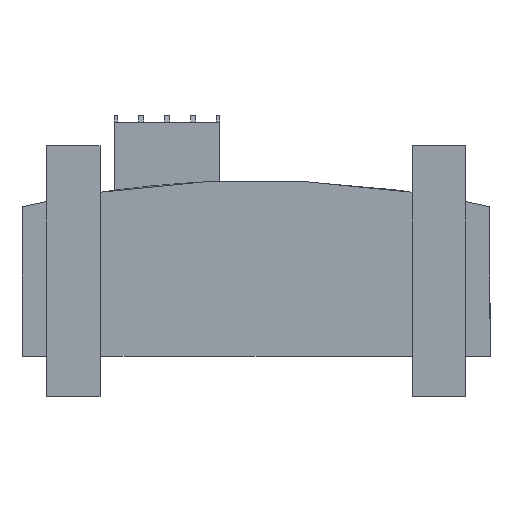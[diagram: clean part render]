
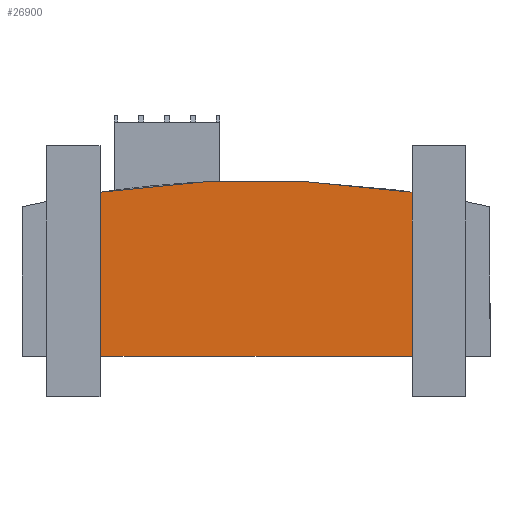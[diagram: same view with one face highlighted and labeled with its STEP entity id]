
A CAD part, front view. The second image highlights one B-rep face of the part: STEP entity #26900.
In plain terms, the highlighted planar face has unit normal (0, -1, 0).
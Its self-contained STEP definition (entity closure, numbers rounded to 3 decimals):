
#1490=CARTESIAN_POINT('',(0.,0.,45.25));
#1500=DIRECTION('',(-1.,0.,0.));
#1510=VECTOR('',#1500,1.);
#1520=LINE('',#1490,#1510);
#1610=CARTESIAN_POINT('',(75.,0.,45.25));
#1620=VERTEX_POINT('',#1610);
#1650=CARTESIAN_POINT('',(15.,0.,45.25));
#1660=VERTEX_POINT('',#1650);
#1670=EDGE_CURVE('',#1620,#1660,#1520,.T.);
#3490=CARTESIAN_POINT('',(-8.,0.,-71.284));
#3500=DIRECTION('',(-0.,1.,0.));
#3510=DIRECTION('',(1.,0.,0.));
#3520=AXIS2_PLACEMENT_3D('',#3490,#3500,#3510);
#3530=PLANE('',#3520);
#3540=CARTESIAN_POINT('',(45.,0.,216.478));
#3550=DIRECTION('',(0.,1.,0.));
#3560=DIRECTION('',(1.,0.,0.));
#3570=AXIS2_PLACEMENT_3D('',#3540,#3550,#3560);
#3580=CIRCLE('',#3570,205.);
#3970=CARTESIAN_POINT('',(75.,0.,13.685));
#3980=VERTEX_POINT('',#3970);
#19010=CARTESIAN_POINT('',(15.,0.,13.685));
#19020=VERTEX_POINT('',#19010);
#19050=EDGE_CURVE('',#3980,#19020,#3580,.T.);
#26020=CARTESIAN_POINT('',(15.,0.,20.25));
#26030=DIRECTION('',(0.,0.,1.));
#26040=VECTOR('',#26030,1.);
#26050=LINE('',#26020,#26040);
#26060=EDGE_CURVE('',#19020,#1660,#26050,.T.);
#26790=ORIENTED_EDGE('',*,*,#19050,.F.);
#26800=ORIENTED_EDGE('',*,*,#26060,.F.);
#26810=ORIENTED_EDGE('',*,*,#1670,.T.);
#26820=CARTESIAN_POINT('',(75.,0.,20.25));
#26830=DIRECTION('',(0.,0.,1.));
#26840=VECTOR('',#26830,1.);
#26850=LINE('',#26820,#26840);
#26860=EDGE_CURVE('',#3980,#1620,#26850,.T.);
#26870=ORIENTED_EDGE('',*,*,#26860,.T.);
#26880=EDGE_LOOP('',(#26870,#26810,#26800,#26790));
#26890=FACE_OUTER_BOUND('',#26880,.T.);
#26900=ADVANCED_FACE('',(#26890),#3530,.F.);
